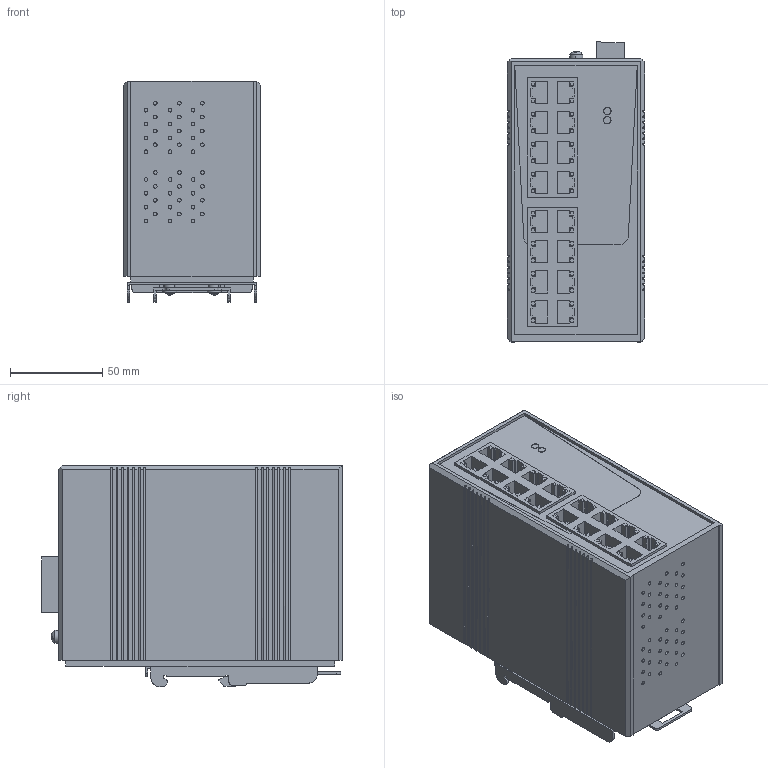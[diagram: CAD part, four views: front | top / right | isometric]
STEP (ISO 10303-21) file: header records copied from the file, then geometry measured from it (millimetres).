
FILE_DESCRIPTION(('CATIA V5 STEP Exchange','CAx-IF Rec.Pracs.--- Model Styling and Organization---1.4--- 2014-01-23'),'2;1');
FILE_NAME ('D1439458_2', '2021-08-23T11:45:20+00:00', ('none'), ('Weidmueller'), 'CATIA Version 5-6 Release 2016 SP3 HF44', 'CATIA V5 STEP AP214', 'none');
FILE_SCHEMA(('AUTOMOTIVE_DESIGN { 1 0 10303 214 1 1 1 1 }'));
Length unit declared in the file: millimetre
Products named in the file (1): S3D_IE_SW_EL16_16TX
Bounding box: 74.3 x 162.65 x 119.83 mm (x, y, z)
Volume: 1210494.3 mm3; surface area: 137706.7 mm2
Topology: 48 solids, 48 shells, 1542 faces, 3750 edges, 2491 vertices
Faces by surface type: plane 1138, cylinder 317, extrusion 77, revolution 8, sphere 2
Entity records: 46155 total; most frequent: CARTESIAN_POINT 10776, ORIENTED_EDGE 7500, DIRECTION 5473, EDGE_CURVE 3750, VECTOR 2719, LINE 2642, VERTEX_POINT 2491, EDGE_LOOP 1745
